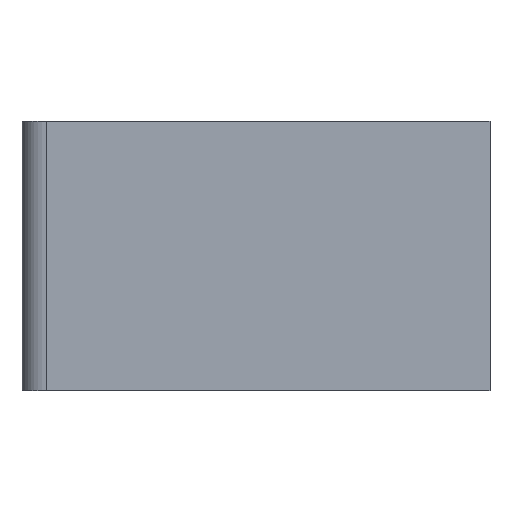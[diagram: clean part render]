
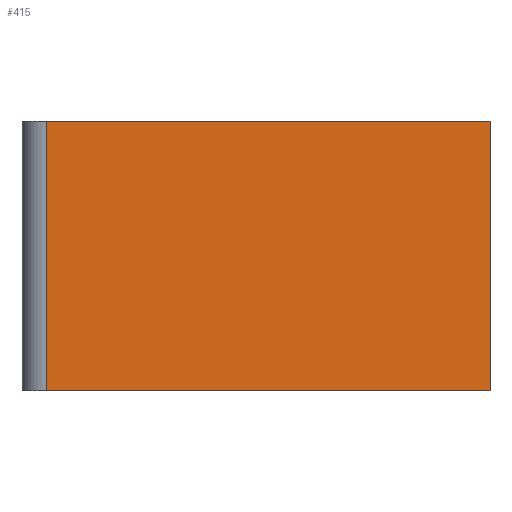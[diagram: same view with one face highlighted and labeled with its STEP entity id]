
A CAD part, front view. The second image highlights one B-rep face of the part: STEP entity #415.
In plain terms, the highlighted planar face has unit normal (0, -1, 0).
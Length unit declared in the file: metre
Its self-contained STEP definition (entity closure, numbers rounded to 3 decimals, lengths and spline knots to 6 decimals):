
#32=LINE('',#610,#76);
#33=LINE('',#613,#77);
#34=LINE('',#615,#78);
#35=LINE('',#617,#79);
#76=VECTOR('',#495,1.);
#77=VECTOR('',#496,1.);
#78=VECTOR('',#497,1.);
#79=VECTOR('',#498,1.);
#121=ORIENTED_EDGE('',*,*,#233,.F.);
#122=ORIENTED_EDGE('',*,*,#234,.T.);
#123=ORIENTED_EDGE('',*,*,#235,.T.);
#124=ORIENTED_EDGE('',*,*,#236,.F.);
#233=EDGE_CURVE('',#289,#290,#32,.T.);
#234=EDGE_CURVE('',#289,#291,#33,.T.);
#235=EDGE_CURVE('',#291,#292,#34,.T.);
#236=EDGE_CURVE('',#290,#292,#35,.T.);
#289=VERTEX_POINT('',#611);
#290=VERTEX_POINT('',#612);
#291=VERTEX_POINT('',#614);
#292=VERTEX_POINT('',#616);
#328=EDGE_LOOP('',(#121,#122,#123,#124));
#364=FACE_BOUND('',#328,.T.);
#399=PLANE('',#451);
#415=ADVANCED_FACE('',(#364),#399,.F.);
#451=AXIS2_PLACEMENT_3D('',#609,#493,#494);
#493=DIRECTION('',(0.,1.,0.));
#494=DIRECTION('',(-1.,0.,0.));
#495=DIRECTION('',(1.,0.,0.));
#496=DIRECTION('',(0.,0.,-1.));
#497=DIRECTION('',(1.,0.,0.));
#498=DIRECTION('',(0.,0.,-1.));
#609=CARTESIAN_POINT('',(0.030226,0.,0.034798));
#610=CARTESIAN_POINT('',(0.030226,0.,0.034798));
#611=CARTESIAN_POINT('',(0.003175,0.,0.034798));
#612=CARTESIAN_POINT('',(0.060452,0.,0.034798));
#613=CARTESIAN_POINT('',(0.003175,0.,0.));
#614=CARTESIAN_POINT('',(0.003175,0.,0.));
#615=CARTESIAN_POINT('',(0.030226,0.,0.));
#616=CARTESIAN_POINT('',(0.060452,0.,0.));
#617=CARTESIAN_POINT('',(0.060452,0.,0.034798));
